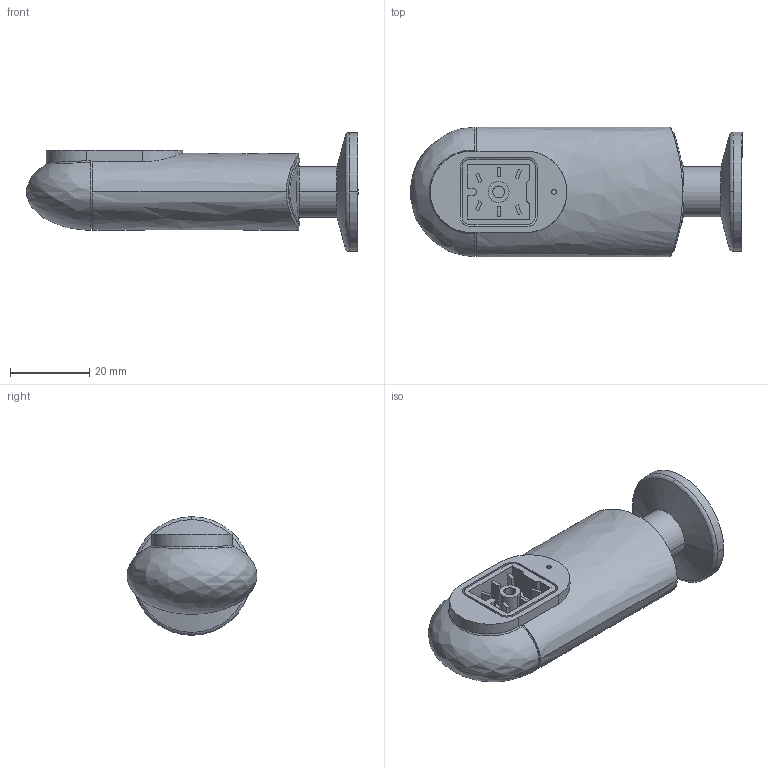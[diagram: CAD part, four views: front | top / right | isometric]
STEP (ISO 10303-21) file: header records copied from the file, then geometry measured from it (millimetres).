
FILE_DESCRIPTION((''),'2;1');
FILE_NAME('PTR26950.stp','2005-02-03T16:37:35',('BEM'),(''),'Autodesk Inventor 9','Autodesk Inventor 9','');
FILE_SCHEMA(('AUTOMOTIVE_DESIGN { 1 0 10303 214 1 1 1 1 }'));
Length unit declared in the file: millimetre
Products named in the file (1): PTR26950
Bounding box: 83.9 x 32.8 x 30 mm (x, y, z)
Volume: 14342.8 mm3; surface area: 18192.1 mm2
Topology: 2 solids, 2 shells, 299 faces, 849 edges, 551 vertices
Faces by surface type: plane 137, cylinder 75, bspline 57, cone 26, torus 4
Entity records: 11641 total; most frequent: CARTESIAN_POINT 4221, ORIENTED_EDGE 1686, DIRECTION 1346, EDGE_CURVE 843, VERTEX_POINT 551, VECTOR 452, LINE 452, AXIS2_PLACEMENT_3D 447
